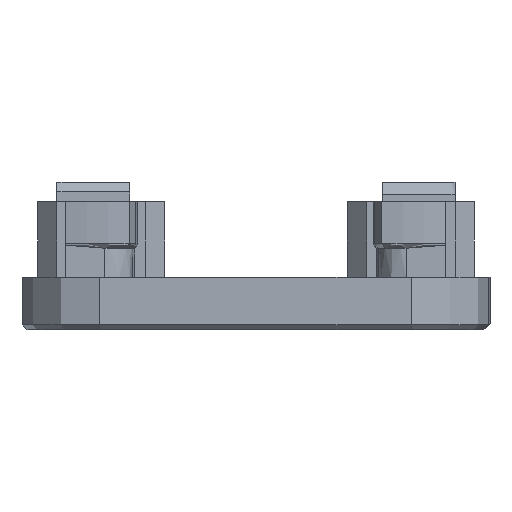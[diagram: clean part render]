
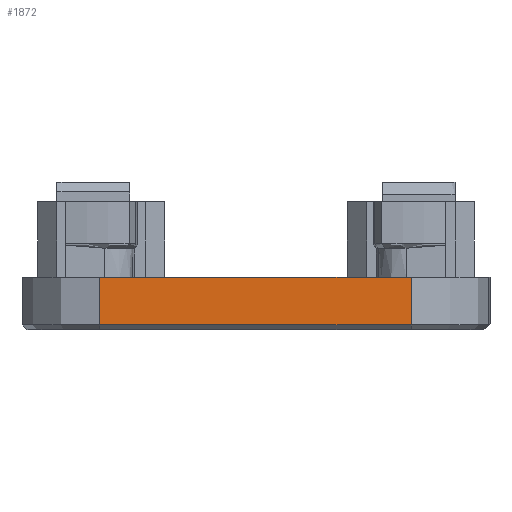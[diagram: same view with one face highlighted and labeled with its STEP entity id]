
A CAD part, front view. The second image highlights one B-rep face of the part: STEP entity #1872.
In plain terms, the highlighted planar face has unit normal (0, -1, 0).
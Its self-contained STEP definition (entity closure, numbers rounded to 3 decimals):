
#97=PLANE('',#2016);
#167=FACE_OUTER_BOUND('',#281,.T.);
#281=EDGE_LOOP('',(#1341,#1342,#1343,#1344));
#414=LINE('',#2793,#582);
#429=LINE('',#2834,#597);
#430=LINE('',#2838,#598);
#431=LINE('',#2839,#599);
#582=VECTOR('',#2232,10.);
#597=VECTOR('',#2277,10.);
#598=VECTOR('',#2282,10.);
#599=VECTOR('',#2283,10.);
#830=VERTEX_POINT('',#2783);
#832=VERTEX_POINT('',#2789);
#844=VERTEX_POINT('',#2833);
#845=VERTEX_POINT('',#2837);
#1017=EDGE_CURVE('',#830,#832,#414,.T.);
#1038=EDGE_CURVE('',#844,#832,#429,.T.);
#1040=EDGE_CURVE('',#830,#845,#430,.T.);
#1041=EDGE_CURVE('',#845,#844,#431,.T.);
#1341=ORIENTED_EDGE('',*,*,#1017,.F.);
#1342=ORIENTED_EDGE('',*,*,#1040,.T.);
#1343=ORIENTED_EDGE('',*,*,#1041,.T.);
#1344=ORIENTED_EDGE('',*,*,#1038,.T.);
#1872=ADVANCED_FACE('',(#167),#97,.T.);
#2016=AXIS2_PLACEMENT_3D('',#2836,#2280,#2281);
#2232=DIRECTION('',(-1.,0.,0.));
#2277=DIRECTION('',(0.,0.,-1.));
#2280=DIRECTION('center_axis',(0.,-1.,0.));
#2281=DIRECTION('ref_axis',(0.,0.,-1.));
#2282=DIRECTION('',(0.,0.,1.));
#2283=DIRECTION('',(-1.,0.,0.));
#2783=CARTESIAN_POINT('',(16.,-35.11,3.1));
#2789=CARTESIAN_POINT('',(-16.035,-35.11,3.1));
#2793=CARTESIAN_POINT('',(-4.753,-35.11,3.1));
#2833=CARTESIAN_POINT('',(-16.035,-35.11,8.));
#2834=CARTESIAN_POINT('',(-16.035,-35.11,0.));
#2836=CARTESIAN_POINT('Origin',(-9.552,-35.11,2.276));
#2837=CARTESIAN_POINT('',(16.,-35.11,8.));
#2838=CARTESIAN_POINT('',(16.,-35.11,0.));
#2839=CARTESIAN_POINT('',(-5.762,-35.11,8.));
